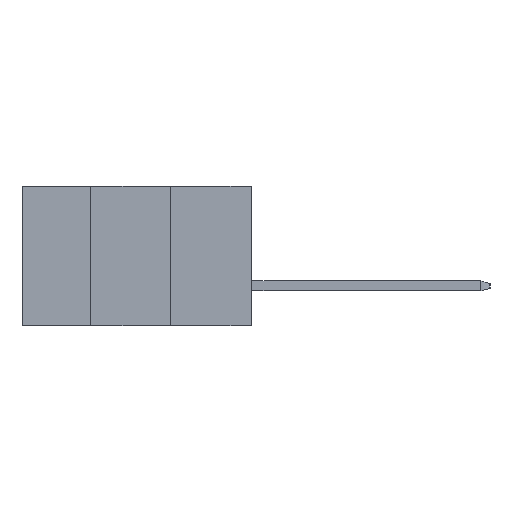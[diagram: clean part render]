
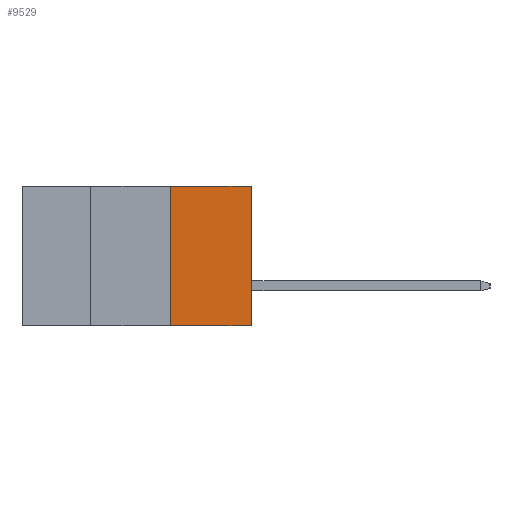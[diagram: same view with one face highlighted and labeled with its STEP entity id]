
A CAD part, left-side view. The second image highlights one B-rep face of the part: STEP entity #9529.
In plain terms, the highlighted planar face has unit normal (-1, 0, 0).
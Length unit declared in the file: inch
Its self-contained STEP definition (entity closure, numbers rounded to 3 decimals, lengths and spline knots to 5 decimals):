
#138 = CARTESIAN_POINT ( 'NONE',  ( 0.4265, 0.254, -0.437 ) ) ;
#256 = CARTESIAN_POINT ( 'NONE',  ( 0.4265, 0.254, 0. ) ) ;
#394 = VERTEX_POINT ( 'NONE', #5049 ) ;
#665 = VECTOR ( 'NONE', #1799, 39.37008 ) ;
#810 = ORIENTED_EDGE ( 'NONE', *, *, #974, .F. ) ;
#821 = ORIENTED_EDGE ( 'NONE', *, *, #8051, .T. ) ;
#836 = ORIENTED_EDGE ( 'NONE', *, *, #6991, .F. ) ;
#974 = EDGE_CURVE ( 'NONE', #8640, #394, #5489, .T. ) ;
#1001 = DIRECTION ( 'NONE',  ( 0., 0., 1. ) ) ;
#1209 = DIRECTION ( 'NONE',  ( 0., -1., 0. ) ) ;
#1262 = LINE ( 'NONE', #1307, #8844 ) ;
#1307 = CARTESIAN_POINT ( 'NONE',  ( 0.4265, 0.254, -0.437 ) ) ;
#1799 = DIRECTION ( 'NONE',  ( 0., -1., 0. ) ) ;
#1925 = CARTESIAN_POINT ( 'NONE',  ( 0.4265, 0.254, -0.437 ) ) ;
#2315 = CARTESIAN_POINT ( 'NONE',  ( 0.4265, 0., -0.437 ) ) ;
#2384 = VERTEX_POINT ( 'NONE', #9391 ) ;
#2976 = AXIS2_PLACEMENT_3D ( 'NONE', #7995, #7844, #5714 ) ;
#2984 = ORIENTED_EDGE ( 'NONE', *, *, #7446, .T. ) ;
#3362 = VECTOR ( 'NONE', #7325, 39.37008 ) ;
#4209 = FACE_OUTER_BOUND ( 'NONE', #8891, .T. ) ;
#4845 = PLANE ( 'NONE',  #2976 ) ;
#5049 = CARTESIAN_POINT ( 'NONE',  ( 0.4265, 0., 0. ) ) ;
#5426 = VECTOR ( 'NONE', #1001, 39.37008 ) ;
#5489 = LINE ( 'NONE', #8449, #665 ) ;
#5714 = DIRECTION ( 'NONE',  ( 0., 0., -1. ) ) ;
#6800 = LINE ( 'NONE', #138, #5426 ) ;
#6991 = EDGE_CURVE ( 'NONE', #7064, #8640, #6800, .T. ) ;
#7064 = VERTEX_POINT ( 'NONE', #1925 ) ;
#7325 = DIRECTION ( 'NONE',  ( 0., 0., 1. ) ) ;
#7446 = EDGE_CURVE ( 'NONE', #7064, #2384, #1262, .T. ) ;
#7844 = DIRECTION ( 'NONE',  ( 1., 0., 0. ) ) ;
#7995 = CARTESIAN_POINT ( 'NONE',  ( 0.4265, 0.254, -0.437 ) ) ;
#8051 = EDGE_CURVE ( 'NONE', #2384, #394, #8103, .T. ) ;
#8103 = LINE ( 'NONE', #2315, #3362 ) ;
#8449 = CARTESIAN_POINT ( 'NONE',  ( 0.4265, 0.254, 0. ) ) ;
#8640 = VERTEX_POINT ( 'NONE', #256 ) ;
#8844 = VECTOR ( 'NONE', #1209, 39.37008 ) ;
#8891 = EDGE_LOOP ( 'NONE', ( #821, #810, #836, #2984 ) ) ;
#9391 = CARTESIAN_POINT ( 'NONE',  ( 0.4265, 0., -0.437 ) ) ;
#9529 = ADVANCED_FACE ( 'NONE', ( #4209 ), #4845, .F. ) ;
